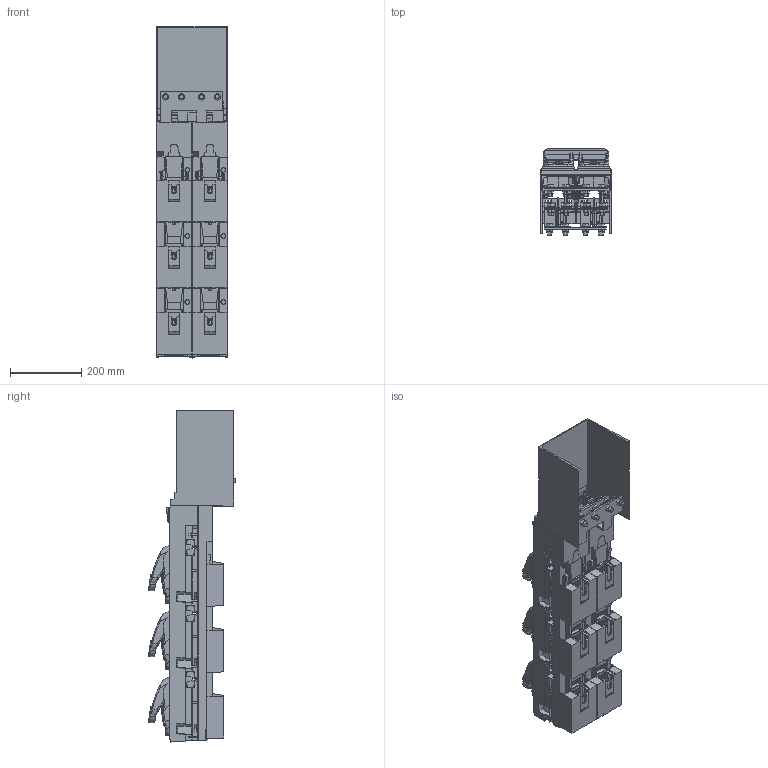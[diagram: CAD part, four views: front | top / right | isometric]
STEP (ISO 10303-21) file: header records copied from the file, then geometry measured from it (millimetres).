
FILE_DESCRIPTION((''),'2;1');
FILE_NAME('1SEP622009R0001','2023-03-24T11:08:11',('20724'),(''),'CREO PARAMETRIC BY PTC INC, 2016390','CREO PARAMETRIC BY PTC INC, 2016390','');
FILE_SCHEMA(('AUTOMOTIVE_DESIGN { 1 0 10303 214 1 1 1 1 }'));
Products named in the file (1): 1SEP622009R0001
Bounding box: 200.14 x 242.64 x 929.84 mm (x, y, z)
Surface area: 1792791.3 mm2 (no closed solid volume)
Topology: 0 solids, 270 shells, 4120 faces, 16297 edges, 12213 vertices
Faces by surface type: plane 3008, cylinder 686, bspline 152, cone 128, torus 86, extrusion 60
Entity records: 238811 total; most frequent: CARTESIAN_POINT 61180, ORIENTED_EDGE 26185, DIRECTION 22298, EDGE_CURVE 16297, PRESENTATION_STYLE_ASSIGNMENT 16069, STYLED_ITEM 16067, CURVE_STYLE 15645, VERTEX_POINT 12213
